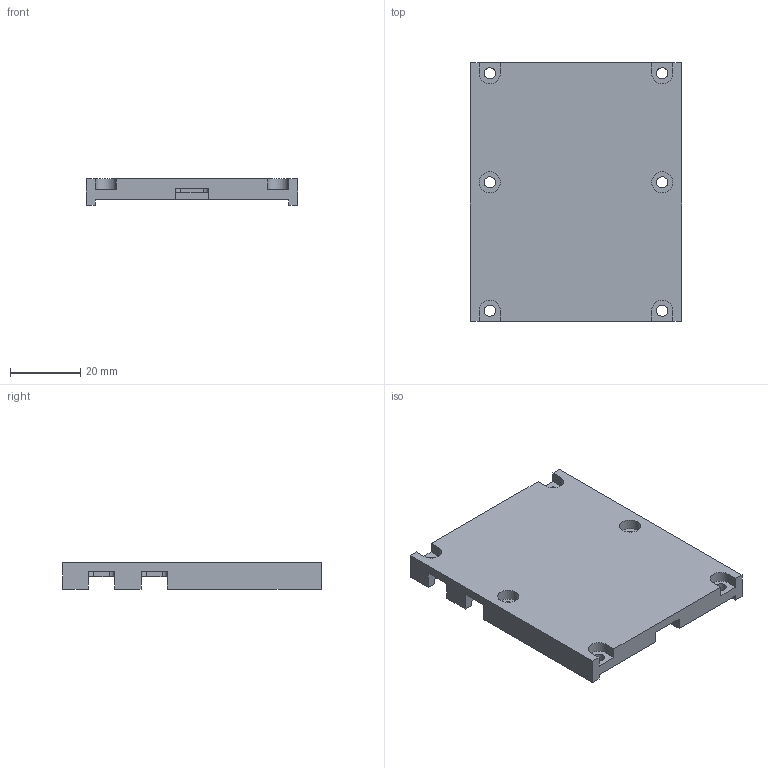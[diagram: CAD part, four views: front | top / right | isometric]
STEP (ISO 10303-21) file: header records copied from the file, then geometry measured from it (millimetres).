
FILE_DESCRIPTION(/* description */ (''),/* implementation_level */ '2;1');
FILE_NAME(/* name */ 'BottomCover.step',/* time_stamp */ '2022-08-30T12:40:18+02:00',/* author */ (''),/* organization */ (''),/* preprocessor_version */ 'ST-DEVELOPER v19',/* originating_system */ 'Autodesk Translation Framework v11.7.0.108',/* authorisation */ '');
FILE_SCHEMA (('AUTOMOTIVE_DESIGN { 1 0 10303 214 3 1 1 }'));
Length unit declared in the file: millimetre
Products named in the file (1): BottomCover
Bounding box: 60 x 73.5 x 7.5 mm (x, y, z)
Volume: 19556.9 mm3; surface area: 11946.1 mm2
Topology: 1 solids, 1 shells, 105 faces, 300 edges, 200 vertices
Faces by surface type: plane 71, cylinder 34
Full cylindrical faces by diameter (mm): 3.2 x6, 6 x2
Entity records: 3479 total; most frequent: CARTESIAN_POINT 606, ORIENTED_EDGE 600, DIRECTION 580, EDGE_CURVE 300, LINE 232, VECTOR 232, VERTEX_POINT 200, AXIS2_PLACEMENT_3D 174
